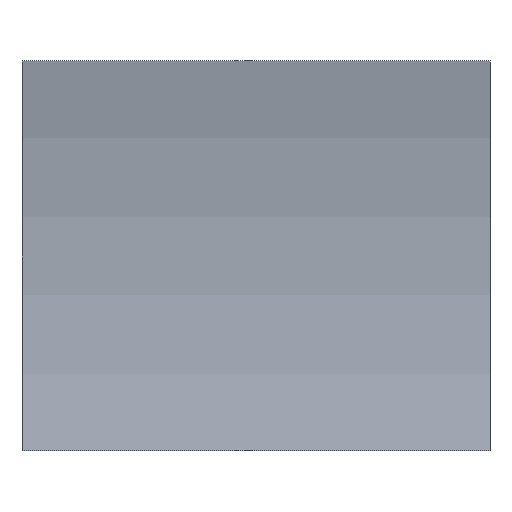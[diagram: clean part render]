
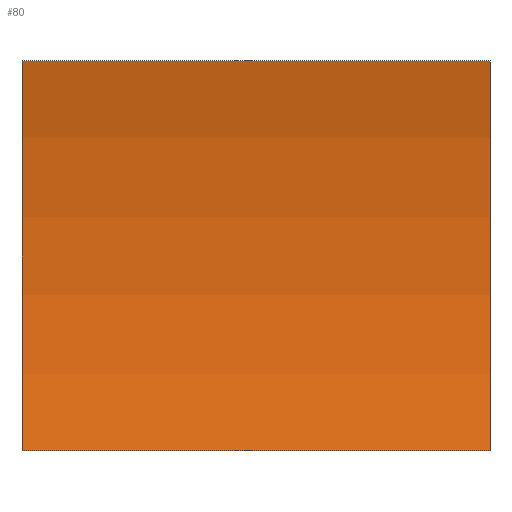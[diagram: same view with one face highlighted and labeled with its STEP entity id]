
A CAD part, left-side view. The second image highlights one B-rep face of the part: STEP entity #80.
In plain terms, the highlighted cylindrical face has radius 20.68 mm (diameter 41.36 mm), a partial arc.
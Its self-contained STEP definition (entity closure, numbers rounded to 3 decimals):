
#1 = VECTOR ( 'NONE', #90, 1000. ) ;
#5 = DIRECTION ( 'NONE',  ( 0., -1., 0. ) ) ;
#29 = DIRECTION ( 'NONE',  ( 0., 0., 1. ) ) ;
#40 = ORIENTED_EDGE ( 'NONE', *, *, #107, .T. ) ;
#41 = AXIS2_PLACEMENT_3D ( 'NONE', #132, #184, #56 ) ;
#44 = AXIS2_PLACEMENT_3D ( 'NONE', #163, #99, #101 ) ;
#49 = ORIENTED_EDGE ( 'NONE', *, *, #122, .F. ) ;
#50 = CYLINDRICAL_SURFACE ( 'NONE', #44, 20.68 ) ;
#51 = LINE ( 'NONE', #164, #1 ) ;
#56 = DIRECTION ( 'NONE',  ( 0., 0., 1. ) ) ;
#59 = VERTEX_POINT ( 'NONE', #196 ) ;
#63 = AXIS2_PLACEMENT_3D ( 'NONE', #177, #5, #29 ) ;
#74 = EDGE_CURVE ( 'NONE', #186, #128, #51, .T. ) ;
#80 = ADVANCED_FACE ( 'NONE', ( #124 ), #50, .F. ) ;
#84 = VERTEX_POINT ( 'NONE', #92 ) ;
#88 = EDGE_CURVE ( 'NONE', #59, #128, #134, .T. ) ;
#90 = DIRECTION ( 'NONE',  ( 0., -1., 0. ) ) ;
#92 = CARTESIAN_POINT ( 'NONE',  ( -2.614, 12., 0. ) ) ;
#95 = ORIENTED_EDGE ( 'NONE', *, *, #88, .T. ) ;
#99 = DIRECTION ( 'NONE',  ( 0., -1., 0. ) ) ;
#101 = DIRECTION ( 'NONE',  ( 0., 0., -1. ) ) ;
#107 = EDGE_CURVE ( 'NONE', #84, #59, #172, .T. ) ;
#119 = VECTOR ( 'NONE', #165, 1000. ) ;
#122 = EDGE_CURVE ( 'NONE', #84, #186, #154, .T. ) ;
#123 = ORIENTED_EDGE ( 'NONE', *, *, #74, .F. ) ;
#124 = FACE_OUTER_BOUND ( 'NONE', #189, .T. ) ;
#127 = CARTESIAN_POINT ( 'NONE',  ( -2.614, 12., 10. ) ) ;
#128 = VERTEX_POINT ( 'NONE', #147 ) ;
#131 = CARTESIAN_POINT ( 'NONE',  ( -2.614, 12., 0. ) ) ;
#132 = CARTESIAN_POINT ( 'NONE',  ( -22.68, 12., 5. ) ) ;
#134 = CIRCLE ( 'NONE', #63, 20.68 ) ;
#147 = CARTESIAN_POINT ( 'NONE',  ( -2.614, 0., 10. ) ) ;
#154 = CIRCLE ( 'NONE', #41, 20.68 ) ;
#163 = CARTESIAN_POINT ( 'NONE',  ( -22.68, 12., 5. ) ) ;
#164 = CARTESIAN_POINT ( 'NONE',  ( -2.614, 12., 10. ) ) ;
#165 = DIRECTION ( 'NONE',  ( 0., -1., 0. ) ) ;
#172 = LINE ( 'NONE', #131, #119 ) ;
#177 = CARTESIAN_POINT ( 'NONE',  ( -22.68, 0., 5. ) ) ;
#184 = DIRECTION ( 'NONE',  ( 0., -1., 0. ) ) ;
#186 = VERTEX_POINT ( 'NONE', #127 ) ;
#189 = EDGE_LOOP ( 'NONE', ( #95, #123, #49, #40 ) ) ;
#196 = CARTESIAN_POINT ( 'NONE',  ( -2.614, 0., 0. ) ) ;
